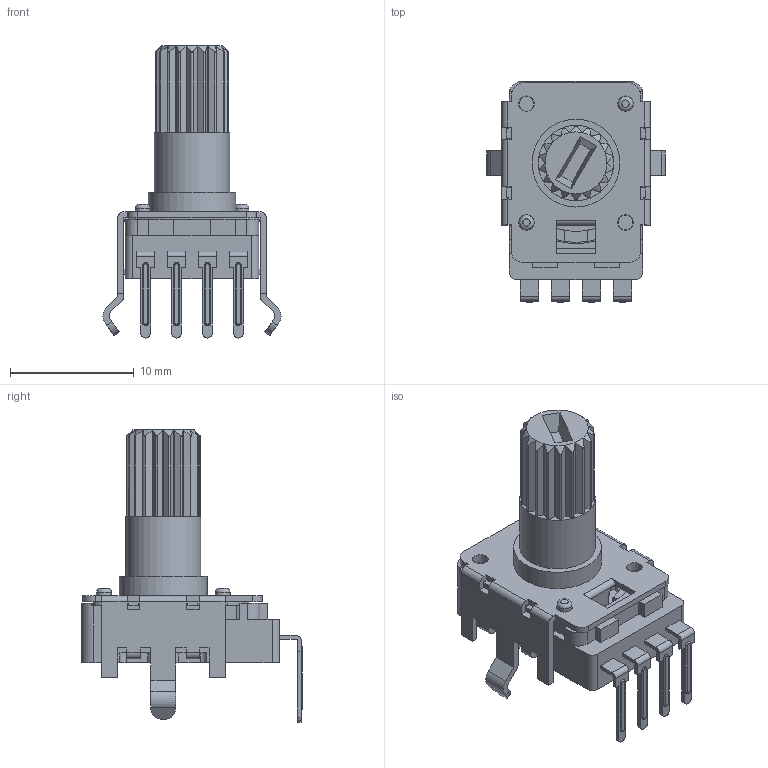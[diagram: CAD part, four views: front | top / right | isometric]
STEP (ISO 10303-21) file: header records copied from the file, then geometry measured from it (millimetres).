
FILE_DESCRIPTION(/* description */ (''),/* implementation_level */ '2;1');
FILE_NAME(/* name */ 'tt P110KH-0Y20BR10K.step',/* time_stamp */ '2022-03-19T14:51:25+00:00',/* author */ (''),/* organization */ (''),/* preprocessor_version */ 'ST-DEVELOPER v18.1',/* originating_system */ 'Autodesk Translation Framework v10.13.0.1454',/* authorisation */ '');
FILE_SCHEMA (('AUTOMOTIVE_DESIGN { 1 0 10303 214 3 1 1 }'));
Length unit declared in the file: inch
Products named in the file (1): tt P110KH-0Y20BR10K
Bounding box: 14.4 x 17.85 x 23.6 mm (x, y, z)
Volume: 1105.5 mm3; surface area: 1888.2 mm2
Topology: 1 solids, 1 shells, 507 faces, 1442 edges, 945 vertices
Faces by surface type: plane 346, cylinder 141, torus 17, bspline 2, cone 1
Full cylindrical faces by diameter (mm): 0.8 x2, 1 x3, 1.2 x4, 1.25 x5, 1.3 x1, 6.1 x1, 7.1 x1, 10 x1
Entity records: 17319 total; most frequent: CARTESIAN_POINT 3616, ORIENTED_EDGE 2884, DIRECTION 2698, EDGE_CURVE 1442, LINE 1052, VECTOR 1052, VERTEX_POINT 945, AXIS2_PLACEMENT_3D 823
